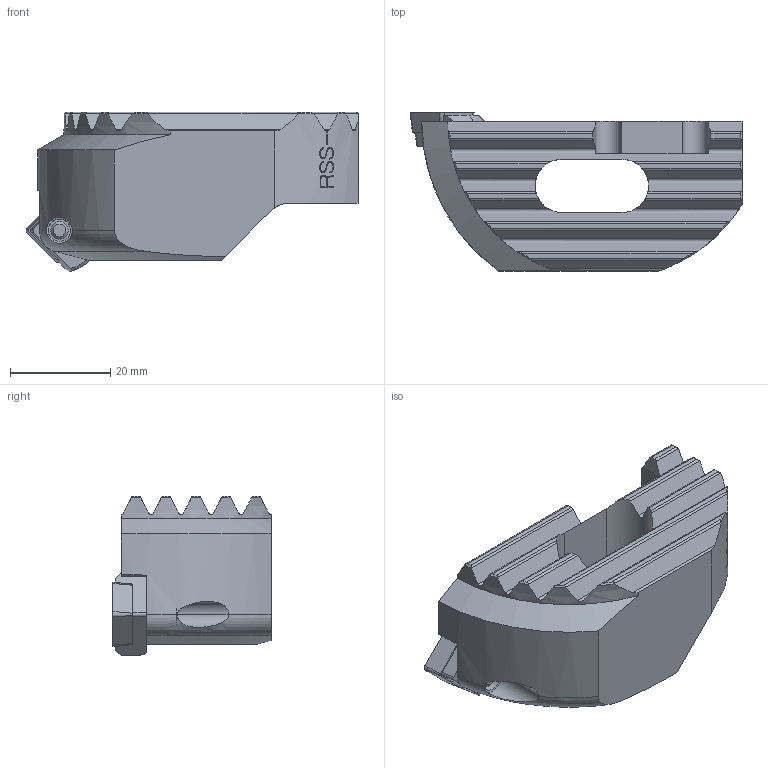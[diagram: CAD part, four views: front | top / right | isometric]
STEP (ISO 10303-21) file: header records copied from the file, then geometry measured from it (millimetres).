
FILE_DESCRIPTION(('no description'),'unknown implementation level');
FILE_NAME('D39D2664-8FD6-48B8-AD4E-5BC2446B3C24_export.stp',' ',('CIMSOURCE GmbH'),('CADClick - KiM GmbH - www.kimweb.de'),'unknown preprocess','ACIS','unknown authorization');
FILE_SCHEMA(('automotive_design'));
Length unit declared in the file: millimetre
Products named in the file (5): 639.193 Kaiser  FM SW68 SC09|654.250 Kaiser SCMT 09T308 P20C;Kombinieren1; 639.193 Kaiser  FM SW68 SC09|639.193 Kaiser FM SW68 SC09;Linear austragen18; 639.193 Kaiser  FM SW68 SC09|695.101 Kaiser ETL PLE SC09|694.138 Kasier ETL M3.5x12 T15 IP 10S;Schnitt-Linear austragen2; 639.193 Kaiser  FM SW68 SC09|695.101 Kaiser ETL PLE SC09|691.756 Kaiser Gewindeb�chse SC09;Fase1; 639.193 Kaiser  FM SW68 SC09|695.101 Kaiser ETL PLE SC09|695.101 Kaiser ETL PLE SC09;Verrundung1
Bounding box: 66.34 x 31.62 x 31.88 mm (x, y, z)
Volume: 29973.7 mm3; surface area: 10590.1 mm2
Topology: 5 solids, 5 shells, 444 faces, 1199 edges, 786 vertices
Faces by surface type: plane 193, bspline 112, cylinder 93, cone 33, torus 7, sphere 6
Entity records: 38997 total; most frequent: CARTESIAN_POINT 15088, STYLED_ITEM 2434, PRESENTATION_STYLE_ASSIGNMENT 2434, COLOUR_RGB 2434, ORIENTED_EDGE 2398, DIRECTION 1760, EDGE_CURVE 1199, CURVE_STYLE 1199
